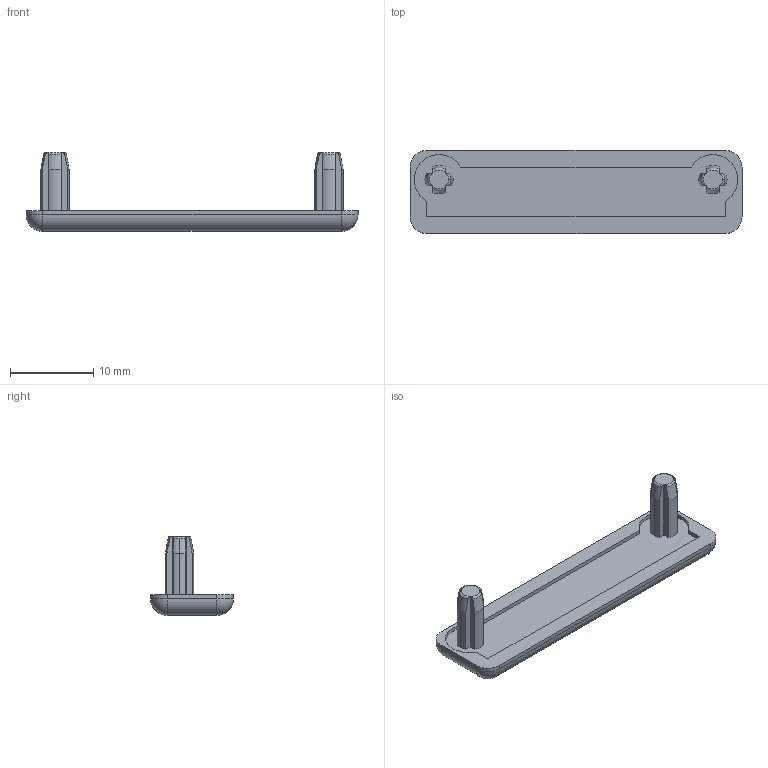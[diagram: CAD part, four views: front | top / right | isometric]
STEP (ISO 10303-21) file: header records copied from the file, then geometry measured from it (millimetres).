
FILE_DESCRIPTION (( 'STEP AP214' ), '1' );
FILE_NAME ('091236.STEP', '2014-08-21T13:07:36', ( '' ), ( '' ), 'SwSTEP 2.0', 'SolidWorks 2014', '' );
FILE_SCHEMA (( 'AUTOMOTIVE_DESIGN' ));
Length unit declared in the file: millimetre
Products named in the file (1): 091236
Bounding box: 40 x 10 x 9.5 mm (x, y, z)
Volume: 902.3 mm3; surface area: 1167.8 mm2
Topology: 1 solids, 1 shells, 82 faces, 221 edges, 140 vertices
Faces by surface type: cylinder 29, plane 29, torus 10, cone 10, sphere 4
Entity records: 2649 total; most frequent: CARTESIAN_POINT 568, ORIENTED_EDGE 434, DIRECTION 433, EDGE_CURVE 217, AXIS2_PLACEMENT_3D 165, VERTEX_POINT 140, LINE 103, VECTOR 103
